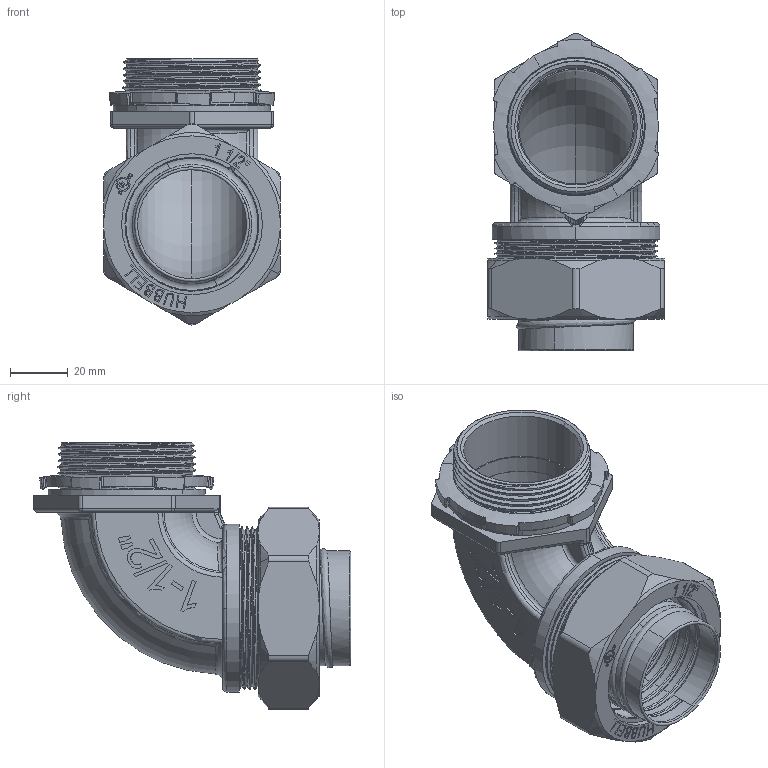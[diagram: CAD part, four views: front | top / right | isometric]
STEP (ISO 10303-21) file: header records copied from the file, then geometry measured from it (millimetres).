
FILE_DESCRIPTION (( 'STEP AP214' ), '1' );
FILE_NAME ('3426-8.STEP', '2019-07-31T19:47:32', ( '' ), ( '' ), 'SwSTEP 2.0', 'SolidWorks 2018', '' );
FILE_SCHEMA (( 'AUTOMOTIVE_DESIGN' ));
Length unit declared in the file: inch
Products named in the file (1): 3426-8
Bounding box: 61.01 x 109.8 x 92.01 mm (x, y, z)
Volume: 82311.5 mm3; surface area: 71701.2 mm2
Topology: 6 solids, 6 shells, 658 faces, 1796 edges, 1181 vertices
Faces by surface type: plane 263, cylinder 140, bspline 111, torus 73, cone 64, sphere 7
Entity records: 53951 total; most frequent: CARTESIAN_POINT 29881, ORIENTED_EDGE 3584, DIRECTION 2714, EDGE_CURVE 1792, VERTEX_POINT 1180, AXIS2_PLACEMENT_3D 929, LINE 856, VECTOR 856
